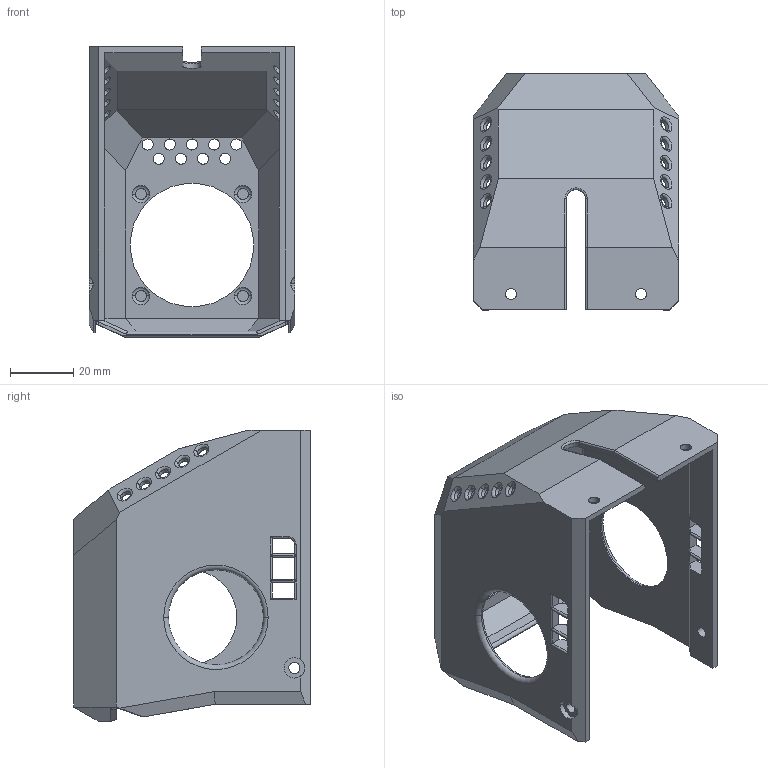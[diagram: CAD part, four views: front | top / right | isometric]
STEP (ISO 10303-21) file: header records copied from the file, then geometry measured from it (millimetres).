
FILE_DESCRIPTION(('CATIA V5 STEP Exchange'),'2;1');
FILE_NAME('HYPERCUBE-EVO-0008_NGEN_V2_40.stp','2020-05-20T17:12:37+00:00',('none'),('none'),'CATIA Version 5 Release 21 GA (IN-10)','CATIA V5 STEP AP203','none');
FILE_SCHEMA(('CONFIG_CONTROL_DESIGN'));
Length unit declared in the file: millimetre
Products named in the file (1): HYPERCUBE-EVO-0008_NGEN_V2_40
Bounding box: 65 x 74.72 x 92 mm (x, y, z)
Volume: 36813 mm3; surface area: 35695.9 mm2
Topology: 1 solids, 1 shells, 255 faces, 671 edges, 412 vertices
Faces by surface type: cylinder 102, plane 92, torus 54, bspline 7
Entity records: 8508 total; most frequent: CARTESIAN_POINT 2675, ORIENTED_EDGE 1342, DIRECTION 900, EDGE_CURVE 671, VERTEX_POINT 412, AXIS2_PLACEMENT_3D 397, EDGE_LOOP 313, VECTOR 308
